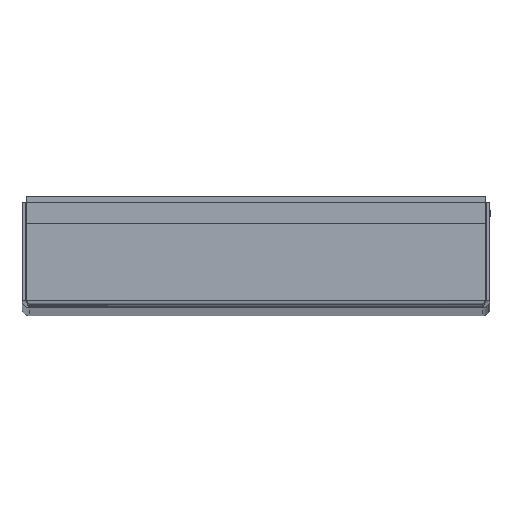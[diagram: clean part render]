
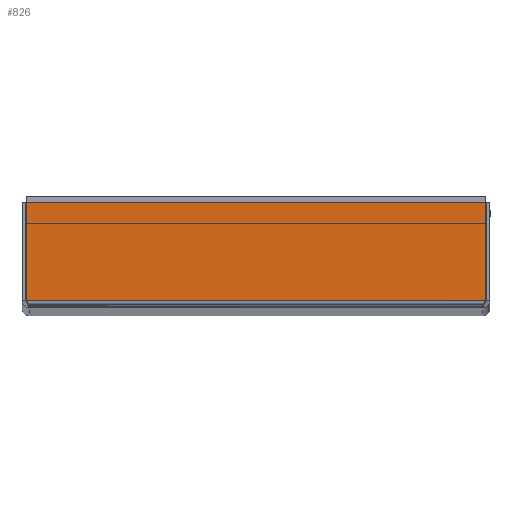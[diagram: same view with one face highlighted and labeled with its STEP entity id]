
A CAD part, top view. The second image highlights one B-rep face of the part: STEP entity #826.
In plain terms, the highlighted planar face has unit normal (0, 0, 1).
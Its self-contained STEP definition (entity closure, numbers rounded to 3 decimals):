
#94=LINE($,#1442,#166);
#100=LINE($,#1469,#172);
#104=LINE($,#1529,#176);
#106=LINE($,#1532,#178);
#166=VECTOR($,#1047,99.976);
#172=VECTOR($,#1057,21.4);
#176=VECTOR($,#1063,21.4);
#178=VECTOR($,#1067,99.976);
#209=PLANE($,#887);
#272=FACE_OUTER_BOUND($,#336,.T.);
#336=EDGE_LOOP($,(#696,#697,#698,#699));
#404=VERTEX_POINT($,#1440);
#405=VERTEX_POINT($,#1441);
#410=VERTEX_POINT($,#1468);
#411=VERTEX_POINT($,#1528);
#494=EDGE_CURVE($,#404,#405,#94,.T.);
#502=EDGE_CURVE($,#410,#405,#100,.T.);
#508=EDGE_CURVE($,#404,#411,#104,.T.);
#510=EDGE_CURVE($,#411,#410,#106,.T.);
#696=ORIENTED_EDGE($,*,*,#494,.T.);
#697=ORIENTED_EDGE($,*,*,#502,.F.);
#698=ORIENTED_EDGE($,*,*,#510,.F.);
#699=ORIENTED_EDGE($,*,*,#508,.F.);
#826=ADVANCED_FACE($,(#272),#209,.T.);
#887=AXIS2_PLACEMENT_3D($,#1533,#1068,#1069);
#1047=DIRECTION($,(1.,0.,0.));
#1057=DIRECTION($,(0.,-1.,0.));
#1063=DIRECTION($,(0.,1.,0.));
#1067=DIRECTION($,(1.,0.,0.));
#1068=DIRECTION('center_axis',(0.,0.,
1.));
#1069=DIRECTION('ref_axis',(0.,-1.,0.));
#1440=CARTESIAN_POINT('',(-49.988,-19.7,499.5));
#1441=CARTESIAN_POINT('',(49.988,-19.7,499.5));
#1442=CARTESIAN_POINT($,(0.,-19.7,499.5));
#1468=CARTESIAN_POINT('',(49.988,1.7,499.5));
#1469=CARTESIAN_POINT($,(49.988,-19.7,499.5));
#1528=CARTESIAN_POINT('',(-49.988,1.7,499.5));
#1529=CARTESIAN_POINT($,(-49.988,-19.7,499.5));
#1532=CARTESIAN_POINT($,(-49.988,1.7,499.5));
#1533=CARTESIAN_POINT('Origin',(0.,-9.678,
499.5));
